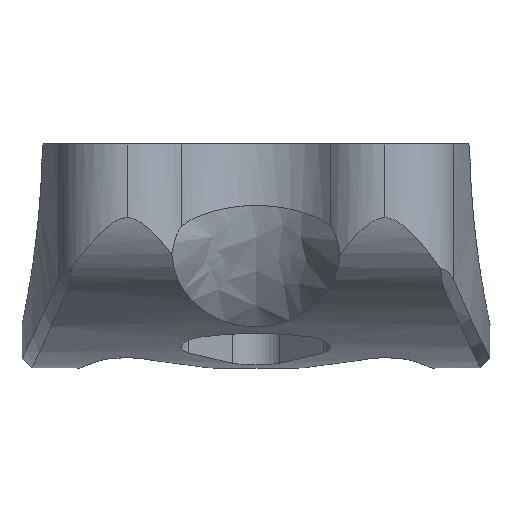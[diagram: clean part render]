
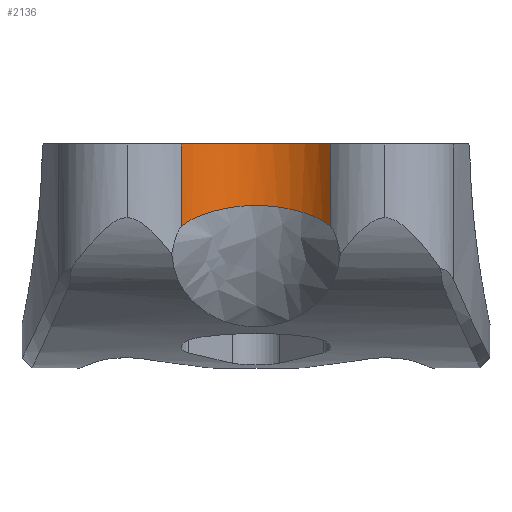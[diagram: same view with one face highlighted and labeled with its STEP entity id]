
A CAD part, left-side view. The second image highlights one B-rep face of the part: STEP entity #2136.
In plain terms, the highlighted cylindrical face has radius 7.938 mm (diameter 15.875 mm), a partial arc.
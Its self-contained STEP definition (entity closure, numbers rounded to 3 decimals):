
#208 = DIRECTION ( 'NONE',  ( 1., 0., 0. ) ) ;
#483 = CARTESIAN_POINT ( 'NONE',  ( 11.822, -26.39, 27. ) ) ;
#544 = CARTESIAN_POINT ( 'NONE',  ( 14.645, -20.029, 13.237 ) ) ;
#590 = CARTESIAN_POINT ( 'NONE',  ( 13.295, -15.883, 12.464 ) ) ;
#695 = ORIENTED_EDGE ( 'NONE', *, *, #2529, .T. ) ;
#744 = DIRECTION ( 'NONE',  ( 0., 0., -1. ) ) ;
#895 = CARTESIAN_POINT ( 'NONE',  ( 14.293, -22.674, 13.026 ) ) ;
#919 = CARTESIAN_POINT ( 'NONE',  ( 14.644, -20.929, 13.237 ) ) ;
#965 = CARTESIAN_POINT ( 'NONE',  ( 14.114, -17.409, 12.923 ) ) ;
#981 = VERTEX_POINT ( 'NONE', #1442 ) ;
#1159 = VECTOR ( 'NONE', #3134, 1000. ) ;
#1218 = CARTESIAN_POINT ( 'NONE',  ( 11.822, -26.39, 11.522 ) ) ;
#1238 = CARTESIAN_POINT ( 'NONE',  ( 12.223, -14.588, 11.825 ) ) ;
#1332 = CARTESIAN_POINT ( 'NONE',  ( 14.576, -21.518, 13.194 ) ) ;
#1442 = CARTESIAN_POINT ( 'NONE',  ( 11.822, -14.25, 18.237 ) ) ;
#1607 = CARTESIAN_POINT ( 'NONE',  ( 14.377, -22.386, 13.075 ) ) ;
#1630 = CARTESIAN_POINT ( 'NONE',  ( 13.596, -24.274, 12.633 ) ) ;
#1698 = CARTESIAN_POINT ( 'NONE',  ( 13.986, -23.499, 12.851 ) ) ;
#1744 = DIRECTION ( 'NONE',  ( 0., 0., -1. ) ) ;
#1791 = EDGE_CURVE ( 'NONE', #3398, #3564, #2360, .T. ) ;
#1972 = AXIS2_PLACEMENT_3D ( 'NONE', #2086, #2065, #208 ) ;
#2050 = EDGE_LOOP ( 'NONE', ( #695, #4567, #2133, #3184 ) ) ;
#2065 = DIRECTION ( 'NONE',  ( 0., 0., -1. ) ) ;
#2086 = CARTESIAN_POINT ( 'NONE',  ( 6.707, -20.32, 18.237 ) ) ;
#2099 = CARTESIAN_POINT ( 'NONE',  ( 13.13, -15.647, 12.37 ) ) ;
#2133 = ORIENTED_EDGE ( 'NONE', *, *, #1791, .F. ) ;
#2136 = ADVANCED_FACE ( 'NONE', ( #4411 ), #2621, .F. ) ;
#2182 = B_SPLINE_CURVE_WITH_KNOTS ( 'NONE', 3,
 ( #4633, #2745, #3891, #2771, #3945, #1630, #4292, #1698, #3178, #895, #1607, #1332, #919, #544, #2844, #4359, #3152, #2400, #965, #2475, #3991, #590, #2099, #3128, #1238, #4263 ),
 .UNSPECIFIED., .F., .F.,
 ( 4, 2, 2, 2, 2, 2, 2, 2, 2, 2, 2, 2, 4 ),
 ( 0., 0.002, 0.003, 0.004, 0.004, 0.005, 0.007, 0.008, 0.009, 0.011, 0.012, 0.013, 0.014 ),
 .UNSPECIFIED. ) ;
#2226 = CARTESIAN_POINT ( 'NONE',  ( 11.822, -26.39, 18.237 ) ) ;
#2247 = DIRECTION ( 'NONE',  ( -1., 0., 0. ) ) ;
#2360 = LINE ( 'NONE', #483, #1159 ) ;
#2400 = CARTESIAN_POINT ( 'NONE',  ( 14.313, -17.974, 13.037 ) ) ;
#2475 = CARTESIAN_POINT ( 'NONE',  ( 13.737, -16.623, 12.712 ) ) ;
#2529 = EDGE_CURVE ( 'NONE', #981, #2725, #3634, .T. ) ;
#2621 = CYLINDRICAL_SURFACE ( 'NONE', #4796, 7.938 ) ;
#2725 = VERTEX_POINT ( 'NONE', #4634 ) ;
#2745 = CARTESIAN_POINT ( 'NONE',  ( 12.223, -26.052, 11.825 ) ) ;
#2771 = CARTESIAN_POINT ( 'NONE',  ( 13.125, -24.999, 12.368 ) ) ;
#2844 = CARTESIAN_POINT ( 'NONE',  ( 14.628, -19.726, 13.227 ) ) ;
#3128 = CARTESIAN_POINT ( 'NONE',  ( 12.607, -14.98, 12.062 ) ) ;
#3134 = DIRECTION ( 'NONE',  ( 0., 0., -1. ) ) ;
#3152 = CARTESIAN_POINT ( 'NONE',  ( 14.511, -18.84, 13.155 ) ) ;
#3178 = CARTESIAN_POINT ( 'NONE',  ( 14.098, -23.229, 12.914 ) ) ;
#3184 = ORIENTED_EDGE ( 'NONE', *, *, #4651, .F. ) ;
#3398 = VERTEX_POINT ( 'NONE', #2226 ) ;
#3564 = VERTEX_POINT ( 'NONE', #1218 ) ;
#3634 = LINE ( 'NONE', #4027, #4283 ) ;
#3891 = CARTESIAN_POINT ( 'NONE',  ( 12.606, -25.661, 12.062 ) ) ;
#3945 = CARTESIAN_POINT ( 'NONE',  ( 13.291, -24.764, 12.462 ) ) ;
#3991 = CARTESIAN_POINT ( 'NONE',  ( 13.599, -16.371, 12.635 ) ) ;
#4027 = CARTESIAN_POINT ( 'NONE',  ( 11.822, -14.25, 27. ) ) ;
#4043 = EDGE_CURVE ( 'NONE', #3564, #2725, #2182, .T. ) ;
#4106 = CIRCLE ( 'NONE', #1972, 7.938 ) ;
#4134 = CARTESIAN_POINT ( 'NONE',  ( 6.707, -20.32, 27. ) ) ;
#4263 = CARTESIAN_POINT ( 'NONE',  ( 11.822, -14.25, 11.522 ) ) ;
#4283 = VECTOR ( 'NONE', #1744, 1000. ) ;
#4292 = CARTESIAN_POINT ( 'NONE',  ( 13.735, -24.021, 12.711 ) ) ;
#4359 = CARTESIAN_POINT ( 'NONE',  ( 14.561, -19.132, 13.185 ) ) ;
#4411 = FACE_OUTER_BOUND ( 'NONE', #2050, .T. ) ;
#4567 = ORIENTED_EDGE ( 'NONE', *, *, #4043, .F. ) ;
#4633 = CARTESIAN_POINT ( 'NONE',  ( 11.822, -26.39, 11.522 ) ) ;
#4634 = CARTESIAN_POINT ( 'NONE',  ( 11.822, -14.25, 11.522 ) ) ;
#4651 = EDGE_CURVE ( 'NONE', #981, #3398, #4106, .T. ) ;
#4796 = AXIS2_PLACEMENT_3D ( 'NONE', #4134, #744, #2247 ) ;
